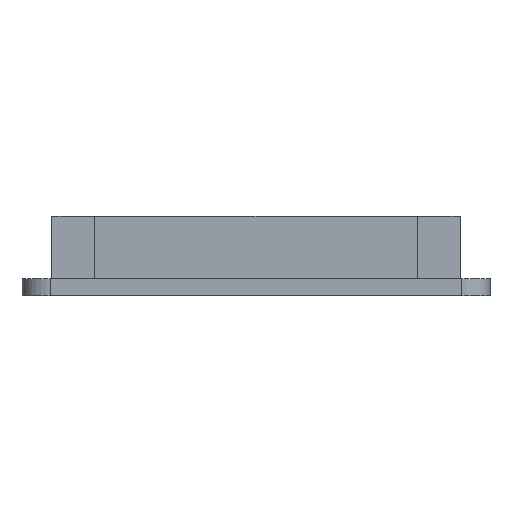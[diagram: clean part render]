
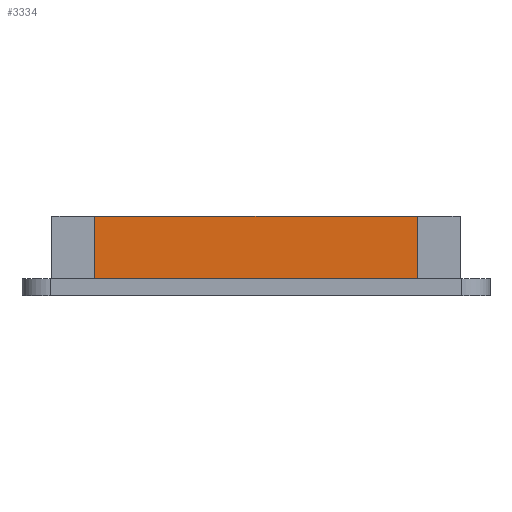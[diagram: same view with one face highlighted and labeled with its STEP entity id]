
A CAD part, front view. The second image highlights one B-rep face of the part: STEP entity #3334.
In plain terms, the highlighted planar face has unit normal (0, -1, 0).
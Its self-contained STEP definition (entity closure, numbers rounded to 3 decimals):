
#44 = DIRECTION ( 'NONE',  ( 0., 0., 1. ) ) ;
#141 = CARTESIAN_POINT ( 'NONE',  ( 2.9, 0.35, 5.6 ) ) ;
#306 = DIRECTION ( 'NONE',  ( 0., 1., 0. ) ) ;
#325 = CARTESIAN_POINT ( 'NONE',  ( 2.9, 0.35, 28.322 ) ) ;
#343 = ORIENTED_EDGE ( 'NONE', *, *, #2720, .T. ) ;
#400 = CARTESIAN_POINT ( 'NONE',  ( 2.9, 0.35, 28.322 ) ) ;
#450 = VECTOR ( 'NONE', #1467, 1000. ) ;
#466 = LINE ( 'NONE', #3311, #450 ) ;
#641 = AXIS2_PLACEMENT_3D ( 'NONE', #325, #306, #44 ) ;
#658 = DIRECTION ( 'NONE',  ( 0., 0., -1. ) ) ;
#659 = CARTESIAN_POINT ( 'NONE',  ( 25.6, 0.35, 1.2 ) ) ;
#691 = LINE ( 'NONE', #2823, #1245 ) ;
#701 = CARTESIAN_POINT ( 'NONE',  ( 2.9, 0.35, 1.2 ) ) ;
#1015 = EDGE_CURVE ( 'NONE', #1456, #1870, #466, .T. ) ;
#1245 = VECTOR ( 'NONE', #1727, 1000. ) ;
#1393 = VECTOR ( 'NONE', #2647, 1000. ) ;
#1456 = VERTEX_POINT ( 'NONE', #141 ) ;
#1467 = DIRECTION ( 'NONE',  ( 1., 0., 0. ) ) ;
#1516 = VECTOR ( 'NONE', #658, 1000. ) ;
#1727 = DIRECTION ( 'NONE',  ( 0., 0., -1. ) ) ;
#1731 = LINE ( 'NONE', #400, #1516 ) ;
#1823 = CARTESIAN_POINT ( 'NONE',  ( 2.9, 0.35, 1.2 ) ) ;
#1862 = EDGE_CURVE ( 'NONE', #1456, #2623, #1731, .T. ) ;
#1870 = VERTEX_POINT ( 'NONE', #2528 ) ;
#1899 = ORIENTED_EDGE ( 'NONE', *, *, #1862, .T. ) ;
#2072 = ORIENTED_EDGE ( 'NONE', *, *, #1015, .F. ) ;
#2198 = EDGE_CURVE ( 'NONE', #1870, #2922, #691, .T. ) ;
#2297 = EDGE_LOOP ( 'NONE', ( #2072, #1899, #343, #3387 ) ) ;
#2528 = CARTESIAN_POINT ( 'NONE',  ( 25.6, 0.35, 5.6 ) ) ;
#2623 = VERTEX_POINT ( 'NONE', #701 ) ;
#2647 = DIRECTION ( 'NONE',  ( 1., 0., 0. ) ) ;
#2718 = FACE_OUTER_BOUND ( 'NONE', #2297, .T. ) ;
#2720 = EDGE_CURVE ( 'NONE', #2623, #2922, #3207, .T. ) ;
#2823 = CARTESIAN_POINT ( 'NONE',  ( 25.6, 0.35, 28.322 ) ) ;
#2922 = VERTEX_POINT ( 'NONE', #659 ) ;
#3207 = LINE ( 'NONE', #1823, #1393 ) ;
#3236 = PLANE ( 'NONE',  #641 ) ;
#3311 = CARTESIAN_POINT ( 'NONE',  ( 2.9, 0.35, 5.6 ) ) ;
#3334 = ADVANCED_FACE ( 'NONE', ( #2718 ), #3236, .F. ) ;
#3387 = ORIENTED_EDGE ( 'NONE', *, *, #2198, .F. ) ;
